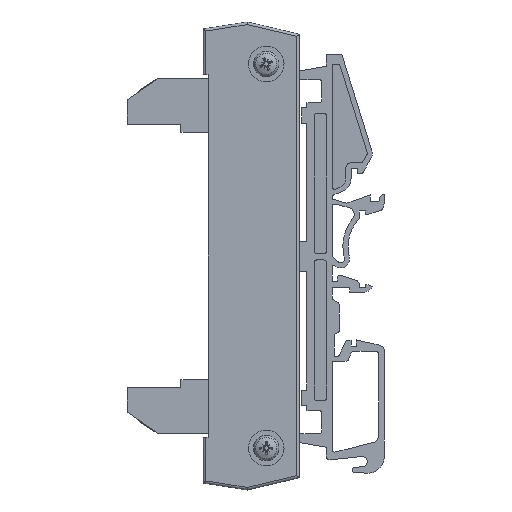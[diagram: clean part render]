
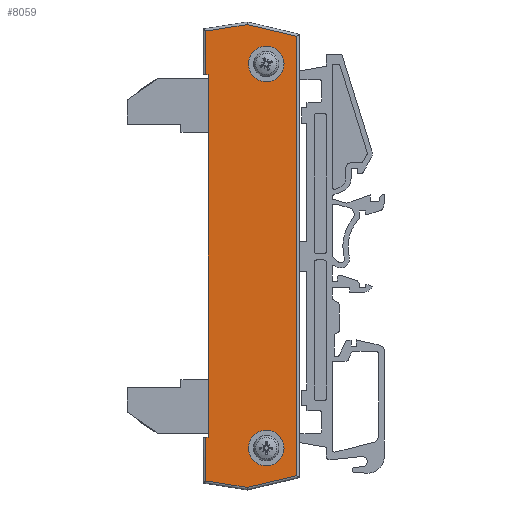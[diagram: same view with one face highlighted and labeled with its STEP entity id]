
A CAD part, left-side view. The second image highlights one B-rep face of the part: STEP entity #8059.
In plain terms, the highlighted face is planar.
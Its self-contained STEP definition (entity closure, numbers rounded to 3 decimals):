
#7598=CARTESIAN_POINT('',(-16.628,6.238,5.0));
#7599=VERTEX_POINT('',#7598);
#7606=CARTESIAN_POINT('',(54.672,6.238,5.0));
#7607=VERTEX_POINT('',#7606);
#7608=CARTESIAN_POINT('',(54.672,6.238,5.0));
#7609=DIRECTION('',(-1.0,0.0,0.0));
#7610=VECTOR('',#7609,71.3);
#7611=LINE('',#7608,#7610);
#7612=EDGE_CURVE('',#7607,#7599,#7611,.T.);
#7855=CARTESIAN_POINT('',(60.272,-5.162,5.0));
#7856=VERTEX_POINT('',#7855);
#7857=CARTESIAN_POINT('',(56.772,-5.162,5.0));
#7858=DIRECTION('',(0.0,0.0,-1.0));
#7859=DIRECTION('',(-1.0,0.0,0.0));
#7860=AXIS2_PLACEMENT_3D('',#7857,#7858,#7859);
#7861=CIRCLE('',#7860,3.5);
#7862=EDGE_CURVE('',#7856,#7856,#7861,.T.);
#7895=CARTESIAN_POINT('',(-15.228,-5.162,5.0));
#7896=VERTEX_POINT('',#7895);
#7897=CARTESIAN_POINT('',(-18.728,-5.162,5.0));
#7898=DIRECTION('',(0.0,0.0,-1.0));
#7899=DIRECTION('',(-1.0,0.0,0.0));
#7900=AXIS2_PLACEMENT_3D('',#7897,#7898,#7899);
#7901=CIRCLE('',#7900,3.5);
#7902=EDGE_CURVE('',#7896,#7896,#7901,.T.);
#7936=CARTESIAN_POINT('',(54.672,6.738,5.0));
#7937=VERTEX_POINT('',#7936);
#7938=CARTESIAN_POINT('',(54.672,6.738,5.0));
#7939=DIRECTION('',(0.0,-1.0,0.0));
#7940=VECTOR('',#7939,0.5);
#7941=LINE('',#7938,#7940);
#7942=EDGE_CURVE('',#7937,#7607,#7941,.T.);
#7967=CARTESIAN_POINT('',(-16.628,6.738,5.0));
#7968=VERTEX_POINT('',#7967);
#7976=CARTESIAN_POINT('',(-16.628,6.238,5.0));
#7977=DIRECTION('',(0.0,1.0,0.0));
#7978=VECTOR('',#7977,0.5);
#7979=LINE('',#7976,#7978);
#7980=EDGE_CURVE('',#7599,#7968,#7979,.T.);
#7989=CARTESIAN_POINT('',(19.022,-2.126,5.0));
#7990=DIRECTION('',(0.0,0.0,1.0));
#7991=DIRECTION('',(1.0,0.0,0.0));
#7992=AXIS2_PLACEMENT_3D('',#7989,#7990,#7991);
#7993=PLANE('',#7992);
#7994=ORIENTED_EDGE('',*,*,#7942,.T.);
#7995=ORIENTED_EDGE('',*,*,#7612,.T.);
#7996=ORIENTED_EDGE('',*,*,#7980,.T.);
#7997=CARTESIAN_POINT('',(-25.176,6.738,5.0));
#7998=VERTEX_POINT('',#7997);
#7999=CARTESIAN_POINT('',(-25.176,6.738,5.0));
#8000=DIRECTION('',(1.0,0.0,0.0));
#8001=VECTOR('',#8000,8.548);
#8002=LINE('',#7999,#8001);
#8003=EDGE_CURVE('',#7998,#7968,#8002,.T.);
#8004=ORIENTED_EDGE('',*,*,#8003,.F.);
#8005=CARTESIAN_POINT('',(-26.459,-1.405,5.0));
#8006=VERTEX_POINT('',#8005);
#8007=CARTESIAN_POINT('',(-26.459,-1.405,5.0));
#8008=DIRECTION('',(0.156,0.988,0.0));
#8009=VECTOR('',#8008,8.244);
#8010=LINE('',#8007,#8009);
#8011=EDGE_CURVE('',#8006,#7998,#8010,.T.);
#8012=ORIENTED_EDGE('',*,*,#8011,.F.);
#8013=CARTESIAN_POINT('',(-24.157,-11.162,5.0));
#8014=VERTEX_POINT('',#8013);
#8015=CARTESIAN_POINT('',(-24.157,-11.162,5.0));
#8016=DIRECTION('',(-0.23,0.973,0.0));
#8017=VECTOR('',#8016,10.024);
#8018=LINE('',#8015,#8017);
#8019=EDGE_CURVE('',#8014,#8006,#8018,.T.);
#8020=ORIENTED_EDGE('',*,*,#8019,.F.);
#8021=CARTESIAN_POINT('',(62.201,-11.162,5.0));
#8022=VERTEX_POINT('',#8021);
#8023=CARTESIAN_POINT('',(62.201,-11.162,5.0));
#8024=DIRECTION('',(-1.0,0.0,0.0));
#8025=VECTOR('',#8024,86.358);
#8026=LINE('',#8023,#8025);
#8027=EDGE_CURVE('',#8022,#8014,#8026,.T.);
#8028=ORIENTED_EDGE('',*,*,#8027,.F.);
#8029=CARTESIAN_POINT('',(64.503,-1.405,5.0));
#8030=VERTEX_POINT('',#8029);
#8031=CARTESIAN_POINT('',(64.503,-1.405,5.0));
#8032=DIRECTION('',(-0.23,-0.973,0.0));
#8033=VECTOR('',#8032,10.024);
#8034=LINE('',#8031,#8033);
#8035=EDGE_CURVE('',#8030,#8022,#8034,.T.);
#8036=ORIENTED_EDGE('',*,*,#8035,.F.);
#8037=CARTESIAN_POINT('',(63.22,6.738,5.0));
#8038=VERTEX_POINT('',#8037);
#8039=CARTESIAN_POINT('',(63.22,6.738,5.0));
#8040=DIRECTION('',(0.156,-0.988,0.0));
#8041=VECTOR('',#8040,8.244);
#8042=LINE('',#8039,#8041);
#8043=EDGE_CURVE('',#8038,#8030,#8042,.T.);
#8044=ORIENTED_EDGE('',*,*,#8043,.F.);
#8045=CARTESIAN_POINT('',(54.672,6.738,5.0));
#8046=DIRECTION('',(1.0,0.0,0.0));
#8047=VECTOR('',#8046,8.548);
#8048=LINE('',#8045,#8047);
#8049=EDGE_CURVE('',#7937,#8038,#8048,.T.);
#8050=ORIENTED_EDGE('',*,*,#8049,.F.);
#8051=EDGE_LOOP('',(#7994,#7995,#7996,#8004,#8012,#8020,#8028,#8036,#8044,#8050));
#8052=FACE_OUTER_BOUND('',#8051,.T.);
#8053=ORIENTED_EDGE('',*,*,#7862,.T.);
#8054=EDGE_LOOP('',(#8053));
#8055=FACE_BOUND('',#8054,.T.);
#8056=ORIENTED_EDGE('',*,*,#7902,.T.);
#8057=EDGE_LOOP('',(#8056));
#8058=FACE_BOUND('',#8057,.T.);
#8059=ADVANCED_FACE('',(#8052,#8055,#8058),#7993,.T.);
